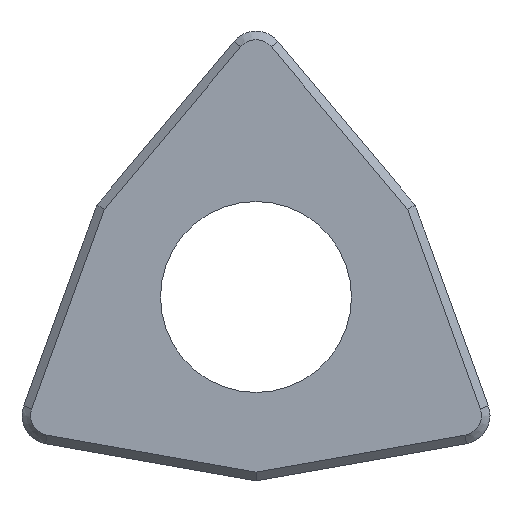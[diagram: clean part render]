
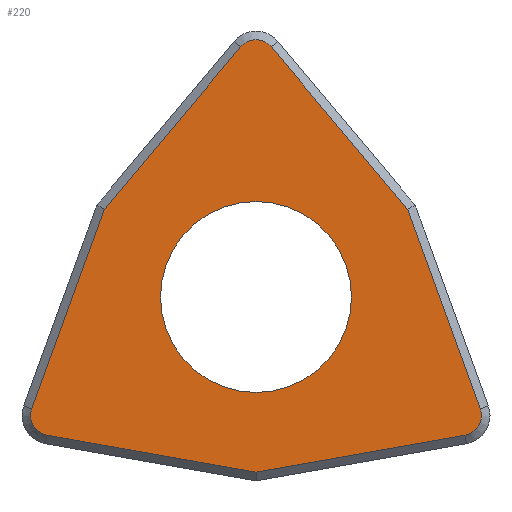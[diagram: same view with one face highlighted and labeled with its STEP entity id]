
A CAD part, front view. The second image highlights one B-rep face of the part: STEP entity #220.
In plain terms, the highlighted planar face has unit normal (0, -1, 0).
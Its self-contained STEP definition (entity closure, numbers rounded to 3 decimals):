
#2 = CARTESIAN_POINT ( 'NONE',  ( -14.827, -4.76, 5.397 ) ) ;
#11 = EDGE_CURVE ( 'NONE', #282, #123, #81, .T. ) ;
#16 = ORIENTED_EDGE ( 'NONE', *, *, #419, .F. ) ;
#33 = CARTESIAN_POINT ( 'NONE',  ( -8.555, -4.76, 1.589 ) ) ;
#35 = CARTESIAN_POINT ( 'NONE',  ( 2.046, -4.76, 1.717 ) ) ;
#36 = EDGE_LOOP ( 'NONE', ( #16 ) ) ;
#39 = CARTESIAN_POINT ( 'NONE',  ( -1.226, -4.76, 0.088 ) ) ;
#41 = LINE ( 'NONE', #531, #371 ) ;
#47 = AXIS2_PLACEMENT_3D ( 'NONE', #537, #637, #314 ) ;
#51 = EDGE_CURVE ( 'NONE', #238, #485, #665, .T. ) ;
#63 = LINE ( 'NONE', #2, #599 ) ;
#66 = VERTEX_POINT ( 'NONE', #508 ) ;
#81 = CIRCLE ( 'NONE', #660, 0.7 ) ;
#94 = AXIS2_PLACEMENT_3D ( 'NONE', #650, #598, #434 ) ;
#117 = ORIENTED_EDGE ( 'NONE', *, *, #507, .T. ) ;
#120 = LINE ( 'NONE', #127, #421 ) ;
#123 = VERTEX_POINT ( 'NONE', #657 ) ;
#127 = CARTESIAN_POINT ( 'NONE',  ( -0.282, -4.76, -0.103 ) ) ;
#128 = VECTOR ( 'NONE', #471, 1000. ) ;
#144 = DIRECTION ( 'NONE',  ( -0.643, 0., 0.766 ) ) ;
#153 = PLANE ( 'NONE',  #601 ) ;
#157 = VERTEX_POINT ( 'NONE', #39 ) ;
#170 = ORIENTED_EDGE ( 'NONE', *, *, #643, .T. ) ;
#173 = LINE ( 'NONE', #360, #128 ) ;
#178 = CARTESIAN_POINT ( 'NONE',  ( -12.087, -4.76, 10.142 ) ) ;
#187 = VERTEX_POINT ( 'NONE', #240 ) ;
#195 = AXIS2_PLACEMENT_3D ( 'NONE', #224, #277, #364 ) ;
#196 = VECTOR ( 'NONE', #144, 1000. ) ;
#207 = DIRECTION ( 'NONE',  ( 0., 0., -1. ) ) ;
#217 = ORIENTED_EDGE ( 'NONE', *, *, #582, .T. ) ;
#220 = ADVANCED_FACE ( 'NONE', ( #534, #245 ), #153, .T. ) ;
#224 = CARTESIAN_POINT ( 'NONE',  ( -8.555, -4.76, 4.939 ) ) ;
#238 = VERTEX_POINT ( 'NONE', #513 ) ;
#240 = CARTESIAN_POINT ( 'NONE',  ( -9.092, -4.76, 13.712 ) ) ;
#245 = FACE_OUTER_BOUND ( 'NONE', #303, .T. ) ;
#250 = VECTOR ( 'NONE', #488, 1000. ) ;
#251 = DIRECTION ( 'NONE',  ( 0., -1., 0. ) ) ;
#257 = EDGE_CURVE ( 'NONE', #415, #282, #63, .T. ) ;
#277 = DIRECTION ( 'NONE',  ( 0., -1., 0. ) ) ;
#282 = VERTEX_POINT ( 'NONE', #399 ) ;
#287 = DIRECTION ( 'NONE',  ( -0.342, 0., 0.94 ) ) ;
#289 = DIRECTION ( 'NONE',  ( 0., 0., -1. ) ) ;
#298 = ORIENTED_EDGE ( 'NONE', *, *, #474, .T. ) ;
#303 = EDGE_LOOP ( 'NONE', ( #217, #536, #522, #452, #117, #340, #170, #316, #298 ) ) ;
#309 = CARTESIAN_POINT ( 'NONE',  ( -13.876, -4.76, 8.011 ) ) ;
#314 = DIRECTION ( 'NONE',  ( 0., 0., -1. ) ) ;
#316 = ORIENTED_EDGE ( 'NONE', *, *, #51, .T. ) ;
#340 = ORIENTED_EDGE ( 'NONE', *, *, #540, .T. ) ;
#346 = CARTESIAN_POINT ( 'NONE',  ( 0., -4.76, 0. ) ) ;
#355 = CIRCLE ( 'NONE', #47, 0.7 ) ;
#360 = CARTESIAN_POINT ( 'NONE',  ( -0.464, -4.76, -2.631 ) ) ;
#364 = DIRECTION ( 'NONE',  ( 0., 0., -1. ) ) ;
#369 = CARTESIAN_POINT ( 'NONE',  ( -8.019, -4.76, 13.712 ) ) ;
#371 = VECTOR ( 'NONE', #417, 1000. ) ;
#388 = EDGE_CURVE ( 'NONE', #123, #66, #173, .T. ) ;
#399 = CARTESIAN_POINT ( 'NONE',  ( -16.421, -4.76, 1.017 ) ) ;
#408 = VERTEX_POINT ( 'NONE', #577 ) ;
#415 = VERTEX_POINT ( 'NONE', #309 ) ;
#417 = DIRECTION ( 'NONE',  ( 0.985, 0., 0.174 ) ) ;
#419 = EDGE_CURVE ( 'NONE', #578, #578, #558, .T. ) ;
#421 = VECTOR ( 'NONE', #287, 1000. ) ;
#434 = DIRECTION ( 'NONE',  ( 0., 0., -1. ) ) ;
#438 = DIRECTION ( 'NONE',  ( 0., -1., 0. ) ) ;
#452 = ORIENTED_EDGE ( 'NONE', *, *, #388, .T. ) ;
#455 = DIRECTION ( 'NONE',  ( -0.342, 0., -0.94 ) ) ;
#471 = DIRECTION ( 'NONE',  ( 0.985, 0., -0.174 ) ) ;
#474 = EDGE_CURVE ( 'NONE', #485, #187, #355, .T. ) ;
#485 = VERTEX_POINT ( 'NONE', #369 ) ;
#488 = DIRECTION ( 'NONE',  ( -0.643, 0., -0.766 ) ) ;
#507 = EDGE_CURVE ( 'NONE', #66, #157, #41, .T. ) ;
#508 = CARTESIAN_POINT ( 'NONE',  ( -8.555, -4.76, -1.204 ) ) ;
#513 = CARTESIAN_POINT ( 'NONE',  ( -3.235, -4.76, 8.011 ) ) ;
#522 = ORIENTED_EDGE ( 'NONE', *, *, #11, .T. ) ;
#531 = CARTESIAN_POINT ( 'NONE',  ( -0.052, -4.76, 0.295 ) ) ;
#534 = FACE_BOUND ( 'NONE', #36, .T. ) ;
#536 = ORIENTED_EDGE ( 'NONE', *, *, #257, .T. ) ;
#537 = CARTESIAN_POINT ( 'NONE',  ( -8.555, -4.76, 13.263 ) ) ;
#540 = EDGE_CURVE ( 'NONE', #157, #408, #623, .T. ) ;
#558 = CIRCLE ( 'NONE', #195, 3.35 ) ;
#566 = LINE ( 'NONE', #178, #250 ) ;
#577 = CARTESIAN_POINT ( 'NONE',  ( -0.69, -4.76, 1.017 ) ) ;
#578 = VERTEX_POINT ( 'NONE', #33 ) ;
#582 = EDGE_CURVE ( 'NONE', #187, #415, #566, .T. ) ;
#598 = DIRECTION ( 'NONE',  ( 0., -1., 0. ) ) ;
#599 = VECTOR ( 'NONE', #455, 1000. ) ;
#601 = AXIS2_PLACEMENT_3D ( 'NONE', #346, #251, #207 ) ;
#609 = CARTESIAN_POINT ( 'NONE',  ( -15.763, -4.76, 0.778 ) ) ;
#623 = CIRCLE ( 'NONE', #94, 0.7 ) ;
#637 = DIRECTION ( 'NONE',  ( 0., -1., 0. ) ) ;
#643 = EDGE_CURVE ( 'NONE', #408, #238, #120, .T. ) ;
#650 = CARTESIAN_POINT ( 'NONE',  ( -1.347, -4.76, 0.778 ) ) ;
#657 = CARTESIAN_POINT ( 'NONE',  ( -15.885, -4.76, 0.088 ) ) ;
#660 = AXIS2_PLACEMENT_3D ( 'NONE', #609, #438, #289 ) ;
#665 = LINE ( 'NONE', #35, #196 ) ;
